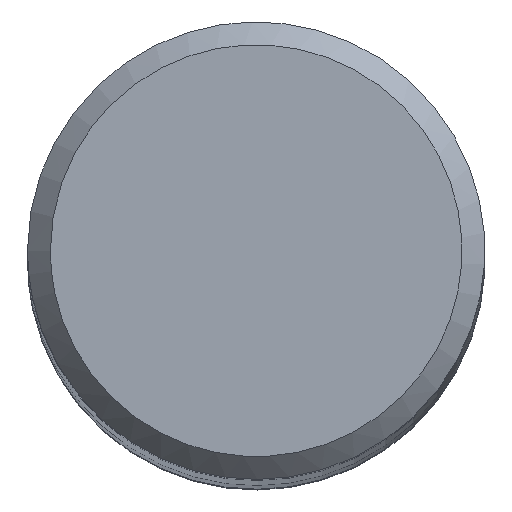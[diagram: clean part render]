
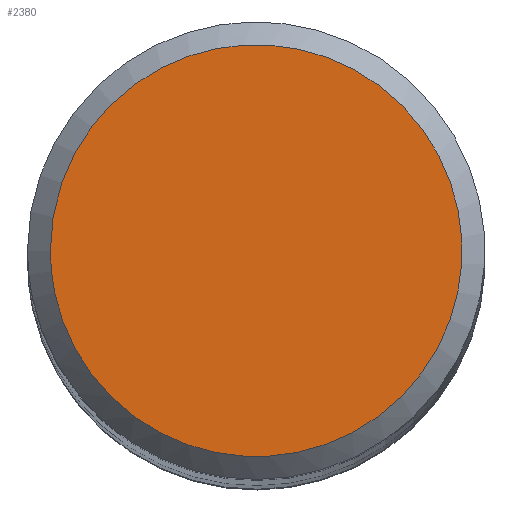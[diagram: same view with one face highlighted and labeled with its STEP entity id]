
A CAD part, top view. The second image highlights one B-rep face of the part: STEP entity #2380.
In plain terms, the highlighted free-form (B-spline) face has degree [1, 1] with [2, 2] control points.
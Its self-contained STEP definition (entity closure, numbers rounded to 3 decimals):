
#1870 = CARTESIAN_POINT ('', (-2.7, 0., 0.));
#1880 = VERTEX_POINT ('', #1870);
#1940 = CARTESIAN_POINT ('', (-2.7, 0., 0.));
#1950 = CARTESIAN_POINT ('', (-2.7, 2.7, 0.));
#1960 = CARTESIAN_POINT ('', (0., 2.7, 0.));
#1970 = CARTESIAN_POINT ('', (2.7, 2.7, 0.));
#1980 = CARTESIAN_POINT ('', (2.7, 0., 0.));
#1990 = CARTESIAN_POINT ('', (2.7, -2.7, 0.));
#2000 = CARTESIAN_POINT ('', (0., -2.7, 0.));
#2010 = CARTESIAN_POINT ('', (-2.7, -2.7, 0.));
#2020 = CARTESIAN_POINT ('', (-2.7, 0., 0.));
#2030 = (
   BOUNDED_CURVE ()
   B_SPLINE_CURVE (2, (#1940, #1950, #1960, #1970, #1980, #1990, #2000, #2010, #2020), .UNSPECIFIED., .T., .U.)
   B_SPLINE_CURVE_WITH_KNOTS ((3, 2, 2, 2, 3), (0., 0.25, 0.5, 0.75, 1.), .UNSPECIFIED.)
   CURVE ()
   GEOMETRIC_REPRESENTATION_ITEM ()
   RATIONAL_B_SPLINE_CURVE ((1., 0.707, 1., 0.707, 1., 0.707, 1., 0.707, 1.))
   REPRESENTATION_ITEM ('')
);
#2040 = EDGE_CURVE ('', #1880, #1880, #2030, .T.);
#2300 = ORIENTED_EDGE ('', *, *, #2040, .F.);
#2310 = EDGE_LOOP ('', (#2300));
#2320 = FACE_OUTER_BOUND ('', #2310, .T.);
#2330 = CARTESIAN_POINT ('', (2.7, -2.7, 0.));
#2340 = CARTESIAN_POINT ('', (-2.7, -2.7, 0.));
#2350 = CARTESIAN_POINT ('', (2.7, 2.7, 0.));
#2360 = CARTESIAN_POINT ('', (-2.7, 2.7, 0.));
#2370 = B_SPLINE_SURFACE_WITH_KNOTS ('', 1, 1, ((#2330, #2340), (#2350, #2360)), .UNSPECIFIED., .F., .F., .U., (2, 2), (2, 2), (0.045, 0.955), (0.045, 0.955), .UNSPECIFIED.);
#2380 = ADVANCED_FACE ('', (#2320), #2370, .T.);
